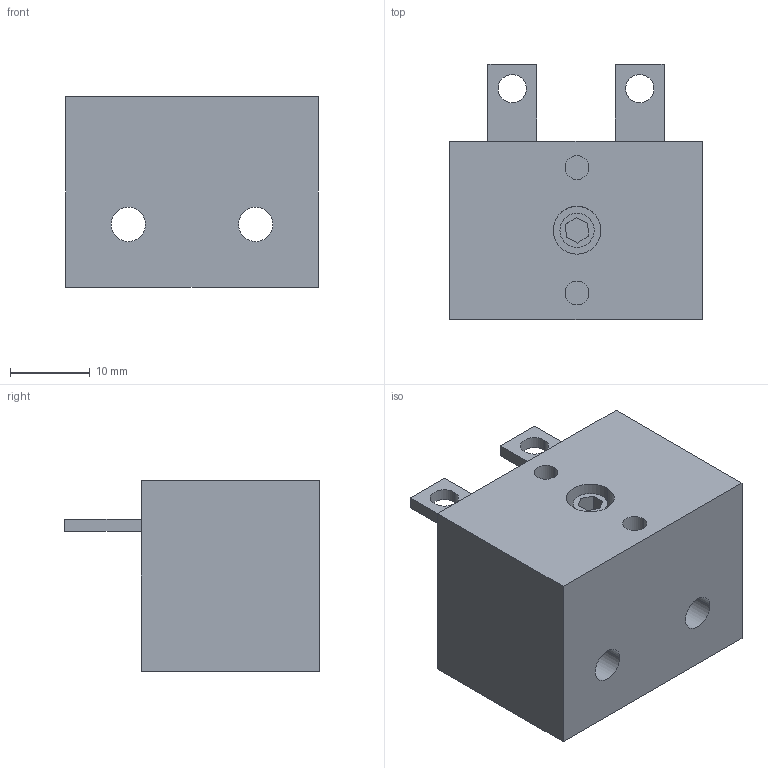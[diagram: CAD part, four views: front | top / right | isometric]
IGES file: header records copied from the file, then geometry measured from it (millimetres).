
Start section: START RECORD GO HERE.
Global section: file name: Whyachi MS05 switch.igs; native system: IBM CATIA IGES - CATIA Version 5 Release 11 ; preprocessor: CATIA Version 5 Release 11 ; author: p1smith; organization: XS084057; date: 20041206.131853; units: millimetre
Bounding box: 31.75 x 32 x 23.88 mm (x, y, z)
Surface area: 5205.8 mm2 (no closed solid volume)
Topology: 0 solids, 0 shells, 43 faces, 204 edges, 204 vertices
Faces by surface type: plane 27, revolution 16
